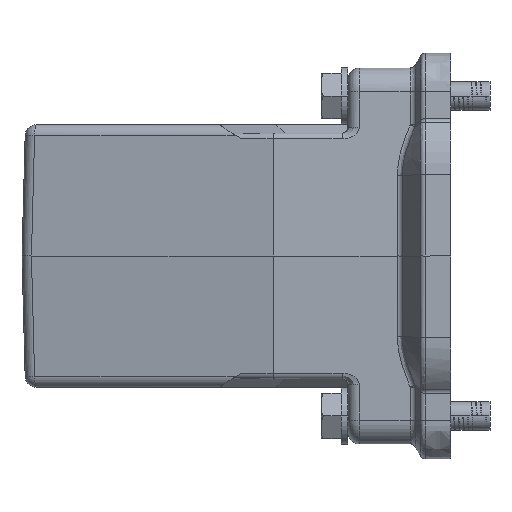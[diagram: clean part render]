
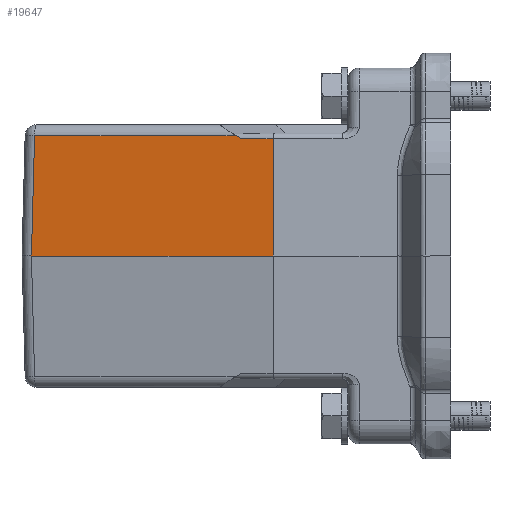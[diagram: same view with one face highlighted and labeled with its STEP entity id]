
A CAD part, left-side view. The second image highlights one B-rep face of the part: STEP entity #19647.
In plain terms, the highlighted planar face has unit normal (-0.985, 0.174, 0.026).
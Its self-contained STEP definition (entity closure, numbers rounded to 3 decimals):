
#3453=CARTESIAN_POINT('',(-34.962,25.426,20.526));
#3464=DIRECTION('',(-0.174,-0.985,0.));
#3465=VECTOR('',#3464,5.674);
#3466=CARTESIAN_POINT('',(-34.962,25.426,20.526));
#3467=LINE('',#3466,#3465);
#3468=DIRECTION('',(-0.174,-0.985,0.));
#3469=VECTOR('',#3468,0.087);
#3470=CARTESIAN_POINT('',(-35.947,19.839,20.526));
#3471=LINE('',#3470,#3469);
#3472=DIRECTION('',(-0.026,0.002,-1.));
#3473=VECTOR('',#3472,20.533);
#3474=CARTESIAN_POINT('',(-35.963,19.753,20.526));
#3475=LINE('',#3474,#3473);
#3476=DIRECTION('',(0.022,-0.026,0.999));
#3477=VECTOR('',#3476,21.065);
#3478=CARTESIAN_POINT('',(-29.033,62.148,
0.));
#3479=LINE('',#3478,#3477);
#3480=DIRECTION('',(-0.164,-0.853,-0.495));
#3481=VECTOR('',#3480,1.063);
#3482=CARTESIAN_POINT('',(-34.788,26.333,21.052));
#3483=LINE('',#3482,#3481);
#3484=DIRECTION('',(-0.174,-0.985,0.));
#3485=VECTOR('',#3484,43.001);
#3486=CARTESIAN_POINT('',(-29.033,62.148,
0.));
#3487=LINE('',#3486,#3485);
#7721=CARTESIAN_POINT('',(-34.788,26.333,21.052));
#7723=DIRECTION('',(0.174,0.985,0.));
#7724=VECTOR('',#7723,11.847);
#7725=CARTESIAN_POINT('',(-34.788,26.333,21.052));
#7726=LINE('',#7725,#7724);
#7727=DIRECTION('',(0.174,0.985,0.));
#7728=VECTOR('',#7727,23.961);
#7729=CARTESIAN_POINT('',(-32.731,38.,21.052));
#7730=LINE('',#7729,#7728);
#12814=CARTESIAN_POINT('',(-35.963,19.753,
20.526));
#12816=VERTEX_POINT('',#12814);
#12820=CARTESIAN_POINT('',(-36.5,19.8,
0.));
#12822=VERTEX_POINT('',#12820);
#13267=VERTEX_POINT('',#3453);
#13268=VERTEX_POINT('',#7721);
#13269=CARTESIAN_POINT('',(-35.947,19.839,
20.526));
#13270=VERTEX_POINT('',#13269);
#13271=CARTESIAN_POINT('',(-29.033,62.148,
0.));
#13272=VERTEX_POINT('',#13271);
#13273=CARTESIAN_POINT('',(-28.57,61.597,
21.052));
#13274=VERTEX_POINT('',#13273);
#13814=CARTESIAN_POINT('',(-32.731,38.,21.052));
#13815=VERTEX_POINT('',#13814);
#19628=CARTESIAN_POINT('',(-32.495,40.926,
10.526));
#19629=DIRECTION('',(0.984,-0.174,-0.026));
#19630=DIRECTION('',(-0.174,-0.985,0.));
#19631=AXIS2_PLACEMENT_3D('',#19628,#19629,#19630);
#19632=PLANE('',#19631);
#19633=ORIENTED_EDGE('',*,*,#19622,.T.);
#19634=ORIENTED_EDGE('',*,*,#19620,.T.);
#19635=ORIENTED_EDGE('',*,*,#15428,.T.);
#19637=ORIENTED_EDGE('',*,*,#19636,.F.);
#19639=ORIENTED_EDGE('',*,*,#19638,.T.);
#19641=ORIENTED_EDGE('',*,*,#19640,.F.);
#19643=ORIENTED_EDGE('',*,*,#19642,.F.);
#19644=ORIENTED_EDGE('',*,*,#19605,.T.);
#19645=EDGE_LOOP('',(#19633,#19634,#19635,#19637,#19639,#19641,#19643,#19644));
#19646=FACE_OUTER_BOUND('',#19645,.F.);
#19647=ADVANCED_FACE('',(#19646),#19632,.F.);
#15428=EDGE_CURVE('',#12816,#12822,#3475,.T.);
#19605=EDGE_CURVE('',#13268,#13267,#3483,.T.);
#19620=EDGE_CURVE('',#13270,#12816,#3471,.T.);
#19622=EDGE_CURVE('',#13267,#13270,#3467,.T.);
#19636=EDGE_CURVE('',#13272,#12822,#3487,.T.);
#19638=EDGE_CURVE('',#13272,#13274,#3479,.T.);
#19640=EDGE_CURVE('',#13815,#13274,#7730,.T.);
#19642=EDGE_CURVE('',#13268,#13815,#7726,.T.);
